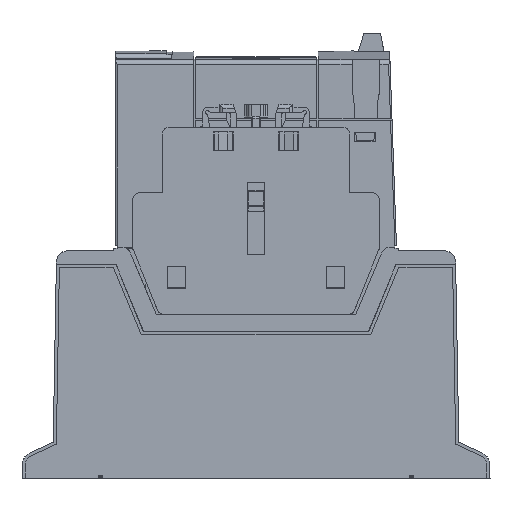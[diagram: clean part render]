
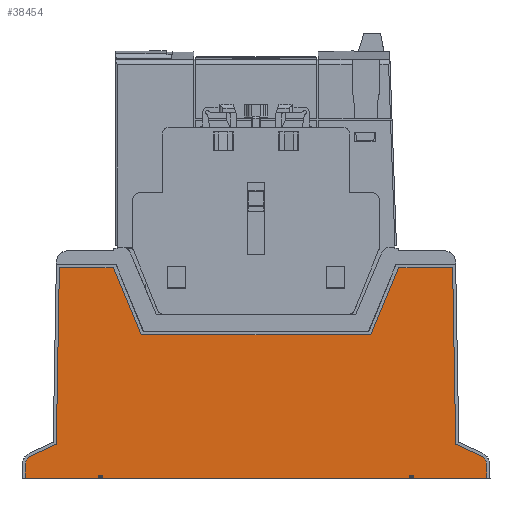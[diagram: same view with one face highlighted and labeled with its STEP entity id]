
A CAD part, left-side view. The second image highlights one B-rep face of the part: STEP entity #38454.
In plain terms, the highlighted face is planar.
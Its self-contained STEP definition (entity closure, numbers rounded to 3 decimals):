
#19482=DIRECTION('',(0.,1.,0.));
#19483=VECTOR('',#19482,1.11);
#19484=CARTESIAN_POINT('',(1.,-50.44,44.65));
#19485=LINE('',#19484,#19483);
#19489=DIRECTION('',(1.,0.,0.));
#19490=VECTOR('',#19489,1.);
#19491=CARTESIAN_POINT('',(0.,-49.33,44.65));
#19492=LINE('',#19491,#19490);
#19496=DIRECTION('',(0.,-1.,0.));
#19497=VECTOR('',#19496,98.66);
#19498=CARTESIAN_POINT('',(0.,49.33,44.65));
#19499=LINE('',#19498,#19497);
#19503=DIRECTION('',(1.,0.,0.));
#19504=VECTOR('',#19503,1.);
#19505=CARTESIAN_POINT('',(0.,49.33,44.65));
#19506=LINE('',#19505,#19504);
#19510=DIRECTION('',(0.,1.,0.));
#19511=VECTOR('',#19510,1.11);
#19512=CARTESIAN_POINT('',(1.,49.33,44.65));
#19513=LINE('',#19512,#19511);
#19517=DIRECTION('',(1.,0.,0.));
#19518=VECTOR('',#19517,1.);
#19519=CARTESIAN_POINT('',(0.,50.44,44.65));
#19520=LINE('',#19519,#19518);
#19524=DIRECTION('',(0.,-1.,0.));
#19525=VECTOR('',#19524,23.56);
#19526=CARTESIAN_POINT('',(0.,74.,44.65));
#19527=LINE('',#19526,#19525);
#19531=DIRECTION('',(1.,-0.017,0.));
#19532=VECTOR('',#19531,4.412);
#19533=CARTESIAN_POINT('',(0.,74.,44.65));
#19534=LINE('',#19533,#19532);
#19538=CARTESIAN_POINT('',(4.36,70.925,44.65));
#19539=DIRECTION('',(0.,0.,1.));
#19540=DIRECTION('',(0.907,0.422,0.));
#19541=AXIS2_PLACEMENT_3D('',#19538,#19539,#19540);
#19546=DIRECTION('',(0.422,-0.907,0.));
#19547=VECTOR('',#19546,8.907);
#19548=CARTESIAN_POINT('',(7.08,72.191,44.65));
#19549=LINE('',#19548,#19547);
#19553=CARTESIAN_POINT('',(11.02,64.2,44.65));
#19554=DIRECTION('',(0.,0.,1.));
#19555=DIRECTION('',(-0.907,-0.422,0.));
#19556=AXIS2_PLACEMENT_3D('',#19553,#19554,#19555);
#19561=DIRECTION('',(1.,-0.017,0.));
#19562=VECTOR('',#19561,56.492);
#19563=CARTESIAN_POINT('',(11.017,64.,44.65));
#19564=LINE('',#19563,#19562);
#19568=DIRECTION('',(0.,-1.,0.));
#19569=VECTOR('',#19568,17.22);
#19570=CARTESIAN_POINT('',(67.5,63.02,44.65));
#19571=LINE('',#19570,#19569);
#19575=CARTESIAN_POINT('',(67.3,45.8,44.65));
#19576=DIRECTION('',(0.,0.,1.));
#19577=DIRECTION('',(0.384,-0.923,0.));
#19578=AXIS2_PLACEMENT_3D('',#19575,#19576,#19577);
#19583=DIRECTION('',(-0.923,-0.384,0.));
#19584=VECTOR('',#19583,23.015);
#19585=CARTESIAN_POINT('',(67.377,45.615,44.65));
#19586=LINE('',#19585,#19584);
#19590=CARTESIAN_POINT('',(46.2,36.6,44.65));
#19591=DIRECTION('',(0.,0.,1.));
#19592=DIRECTION('',(-0.384,0.923,0.));
#19593=AXIS2_PLACEMENT_3D('',#19590,#19591,#19592);
#19598=DIRECTION('',(0.,-1.,0.));
#19599=VECTOR('',#19598,73.2);
#19600=CARTESIAN_POINT('',(46.,36.6,44.65));
#19601=LINE('',#19600,#19599);
#19605=CARTESIAN_POINT('',(46.2,-36.6,44.65));
#19606=DIRECTION('',(0.,0.,1.));
#19607=DIRECTION('',(-1.,0.,0.));
#19608=AXIS2_PLACEMENT_3D('',#19605,#19606,#19607);
#19613=DIRECTION('',(0.923,-0.384,0.));
#19614=VECTOR('',#19613,23.015);
#19615=CARTESIAN_POINT('',(46.123,-36.785,44.65));
#19616=LINE('',#19615,#19614);
#19620=CARTESIAN_POINT('',(67.3,-45.8,44.65));
#19621=DIRECTION('',(0.,0.,1.));
#19622=DIRECTION('',(1.,0.,0.));
#19623=AXIS2_PLACEMENT_3D('',#19620,#19621,#19622);
#19628=DIRECTION('',(0.,-1.,0.));
#19629=VECTOR('',#19628,17.22);
#19630=CARTESIAN_POINT('',(67.5,-45.8,44.65));
#19631=LINE('',#19630,#19629);
#19635=DIRECTION('',(-1.,-0.017,0.));
#19636=VECTOR('',#19635,56.492);
#19637=CARTESIAN_POINT('',(67.5,-63.02,44.65));
#19638=LINE('',#19637,#19636);
#19642=CARTESIAN_POINT('',(11.02,-64.2,44.65));
#19643=DIRECTION('',(0.,0.,1.));
#19644=DIRECTION('',(-0.017,1.,0.));
#19645=AXIS2_PLACEMENT_3D('',#19642,#19643,#19644);
#19650=DIRECTION('',(-0.422,-0.907,0.));
#19651=VECTOR('',#19650,8.907);
#19652=CARTESIAN_POINT('',(10.839,-64.116,44.65));
#19653=LINE('',#19652,#19651);
#19657=CARTESIAN_POINT('',(4.36,-70.925,44.65));
#19658=DIRECTION('',(0.,0.,1.));
#19659=DIRECTION('',(0.017,-1.,0.));
#19660=AXIS2_PLACEMENT_3D('',#19657,#19658,#19659);
#19665=DIRECTION('',(-1.,-0.017,0.));
#19666=VECTOR('',#19665,4.412);
#19667=CARTESIAN_POINT('',(4.411,-73.925,44.65));
#19668=LINE('',#19667,#19666);
#19672=DIRECTION('',(0.,-1.,0.));
#19673=VECTOR('',#19672,23.56);
#19674=CARTESIAN_POINT('',(0.,-50.44,44.65));
#19675=LINE('',#19674,#19673);
#19679=DIRECTION('',(1.,0.,0.));
#19680=VECTOR('',#19679,1.);
#19681=CARTESIAN_POINT('',(0.,-50.44,44.65));
#19682=LINE('',#19681,#19680);
#20689=CARTESIAN_POINT('',(0.,74.,44.65));
#20690=CARTESIAN_POINT('',(4.411,73.925,44.65));
#20691=VERTEX_POINT('',#20689);
#20692=VERTEX_POINT('',#20690);
#20693=CARTESIAN_POINT('',(7.08,72.191,44.65));
#20694=VERTEX_POINT('',#20693);
#20695=CARTESIAN_POINT('',(10.839,64.116,44.65));
#20696=VERTEX_POINT('',#20695);
#20697=CARTESIAN_POINT('',(11.017,64.,44.65));
#20698=VERTEX_POINT('',#20697);
#20699=CARTESIAN_POINT('',(67.5,63.02,44.65));
#20700=VERTEX_POINT('',#20699);
#20701=CARTESIAN_POINT('',(67.5,45.8,44.65));
#20702=VERTEX_POINT('',#20701);
#20703=CARTESIAN_POINT('',(67.377,45.615,44.65));
#20704=VERTEX_POINT('',#20703);
#20705=CARTESIAN_POINT('',(46.123,36.785,44.65));
#20706=VERTEX_POINT('',#20705);
#20707=CARTESIAN_POINT('',(46.,36.6,44.65));
#20708=VERTEX_POINT('',#20707);
#20709=CARTESIAN_POINT('',(46.,-36.6,44.65));
#20710=VERTEX_POINT('',#20709);
#20711=CARTESIAN_POINT('',(46.123,-36.785,44.65));
#20712=VERTEX_POINT('',#20711);
#20713=CARTESIAN_POINT('',(67.377,-45.615,44.65));
#20714=VERTEX_POINT('',#20713);
#20715=CARTESIAN_POINT('',(67.5,-45.8,44.65));
#20716=VERTEX_POINT('',#20715);
#20717=CARTESIAN_POINT('',(67.5,-63.02,44.65));
#20718=VERTEX_POINT('',#20717);
#20719=CARTESIAN_POINT('',(11.017,-64.,44.65));
#20720=VERTEX_POINT('',#20719);
#20721=CARTESIAN_POINT('',(10.839,-64.116,44.65));
#20722=VERTEX_POINT('',#20721);
#20723=CARTESIAN_POINT('',(7.08,-72.191,44.65));
#20724=VERTEX_POINT('',#20723);
#20725=CARTESIAN_POINT('',(4.411,-73.925,44.65));
#20726=VERTEX_POINT('',#20725);
#20727=CARTESIAN_POINT('',(0.,-74.,44.65));
#20728=VERTEX_POINT('',#20727);
#22389=CARTESIAN_POINT('',(1.,-50.44,44.65));
#22390=CARTESIAN_POINT('',(1.,-49.33,44.65));
#22391=VERTEX_POINT('',#22389);
#22392=VERTEX_POINT('',#22390);
#22393=CARTESIAN_POINT('',(1.,49.33,44.65));
#22394=CARTESIAN_POINT('',(1.,50.44,44.65));
#22395=VERTEX_POINT('',#22393);
#22396=VERTEX_POINT('',#22394);
#22397=CARTESIAN_POINT('',(0.,-50.44,44.65));
#22398=VERTEX_POINT('',#22397);
#22399=CARTESIAN_POINT('',(0.,-49.33,44.65));
#22400=VERTEX_POINT('',#22399);
#22401=CARTESIAN_POINT('',(0.,49.33,44.65));
#22402=VERTEX_POINT('',#22401);
#22403=CARTESIAN_POINT('',(0.,50.44,44.65));
#22404=VERTEX_POINT('',#22403);
#38397=CARTESIAN_POINT('',(0.,0.,44.65));
#38398=DIRECTION('',(0.,0.,1.));
#38399=DIRECTION('',(1.,0.,0.));
#38400=AXIS2_PLACEMENT_3D('',#38397,#38398,#38399);
#38401=PLANE('',#38400);
#38402=ORIENTED_EDGE('',*,*,#24464,.T.);
#38404=ORIENTED_EDGE('',*,*,#38403,.F.);
#38405=ORIENTED_EDGE('',*,*,#24652,.F.);
#38407=ORIENTED_EDGE('',*,*,#38406,.T.);
#38408=ORIENTED_EDGE('',*,*,#24488,.T.);
#38410=ORIENTED_EDGE('',*,*,#38409,.F.);
#38411=ORIENTED_EDGE('',*,*,#24636,.F.);
#38413=ORIENTED_EDGE('',*,*,#38412,.T.);
#38415=ORIENTED_EDGE('',*,*,#38414,.F.);
#38417=ORIENTED_EDGE('',*,*,#38416,.T.);
#38419=ORIENTED_EDGE('',*,*,#38418,.T.);
#38421=ORIENTED_EDGE('',*,*,#38420,.T.);
#38423=ORIENTED_EDGE('',*,*,#38422,.T.);
#38425=ORIENTED_EDGE('',*,*,#38424,.F.);
#38427=ORIENTED_EDGE('',*,*,#38426,.T.);
#38429=ORIENTED_EDGE('',*,*,#38428,.T.);
#38431=ORIENTED_EDGE('',*,*,#38430,.T.);
#38433=ORIENTED_EDGE('',*,*,#38432,.T.);
#38435=ORIENTED_EDGE('',*,*,#38434,.T.);
#38437=ORIENTED_EDGE('',*,*,#38436,.F.);
#38439=ORIENTED_EDGE('',*,*,#38438,.T.);
#38441=ORIENTED_EDGE('',*,*,#38440,.T.);
#38443=ORIENTED_EDGE('',*,*,#38442,.T.);
#38445=ORIENTED_EDGE('',*,*,#38444,.T.);
#38447=ORIENTED_EDGE('',*,*,#38446,.F.);
#38448=ORIENTED_EDGE('',*,*,#38388,.T.);
#38449=ORIENTED_EDGE('',*,*,#24528,.F.);
#38451=ORIENTED_EDGE('',*,*,#38450,.T.);
#38452=EDGE_LOOP('',(#38402,#38404,#38405,#38407,#38408,#38410,#38411,#38413,
#38415,#38417,#38419,#38421,#38423,#38425,#38427,#38429,#38431,#38433,#38435,
#38437,#38439,#38441,#38443,#38445,#38447,#38448,#38449,#38451));
#38453=FACE_OUTER_BOUND('',#38452,.F.);
#19542=CIRCLE('',#19541,3.);
#19557=CIRCLE('',#19556,0.2);
#19579=CIRCLE('',#19578,0.2);
#19594=CIRCLE('',#19593,0.2);
#19609=CIRCLE('',#19608,0.2);
#19624=CIRCLE('',#19623,0.2);
#19646=CIRCLE('',#19645,0.2);
#19661=CIRCLE('',#19660,3.);
#24464=EDGE_CURVE('',#22391,#22392,#19485,.T.);
#24488=EDGE_CURVE('',#22395,#22396,#19513,.T.);
#24528=EDGE_CURVE('',#22398,#20728,#19675,.T.);
#24636=EDGE_CURVE('',#20691,#22404,#19527,.T.);
#24652=EDGE_CURVE('',#22402,#22400,#19499,.T.);
#38388=EDGE_CURVE('',#20726,#20728,#19668,.T.);
#38403=EDGE_CURVE('',#22400,#22392,#19492,.T.);
#38406=EDGE_CURVE('',#22402,#22395,#19506,.T.);
#38409=EDGE_CURVE('',#22404,#22396,#19520,.T.);
#38412=EDGE_CURVE('',#20691,#20692,#19534,.T.);
#38414=EDGE_CURVE('',#20694,#20692,#19542,.T.);
#38416=EDGE_CURVE('',#20694,#20696,#19549,.T.);
#38418=EDGE_CURVE('',#20696,#20698,#19557,.T.);
#38420=EDGE_CURVE('',#20698,#20700,#19564,.T.);
#38422=EDGE_CURVE('',#20700,#20702,#19571,.T.);
#38424=EDGE_CURVE('',#20704,#20702,#19579,.T.);
#38426=EDGE_CURVE('',#20704,#20706,#19586,.T.);
#38428=EDGE_CURVE('',#20706,#20708,#19594,.T.);
#38430=EDGE_CURVE('',#20708,#20710,#19601,.T.);
#38432=EDGE_CURVE('',#20710,#20712,#19609,.T.);
#38434=EDGE_CURVE('',#20712,#20714,#19616,.T.);
#38436=EDGE_CURVE('',#20716,#20714,#19624,.T.);
#38438=EDGE_CURVE('',#20716,#20718,#19631,.T.);
#38440=EDGE_CURVE('',#20718,#20720,#19638,.T.);
#38442=EDGE_CURVE('',#20720,#20722,#19646,.T.);
#38444=EDGE_CURVE('',#20722,#20724,#19653,.T.);
#38446=EDGE_CURVE('',#20726,#20724,#19661,.T.);
#38450=EDGE_CURVE('',#22398,#22391,#19682,.T.);
#38454=ADVANCED_FACE('',(#38453),#38401,.T.);
